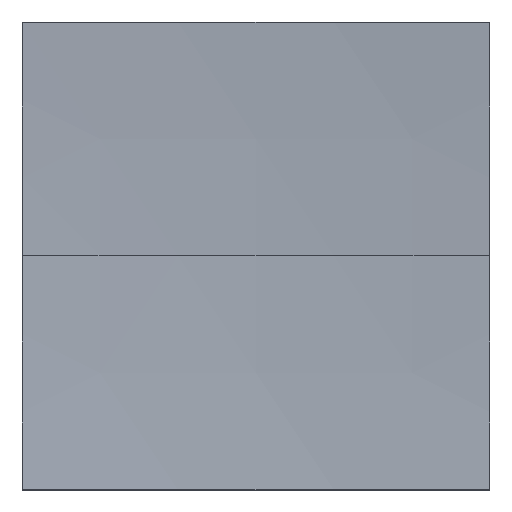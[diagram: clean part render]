
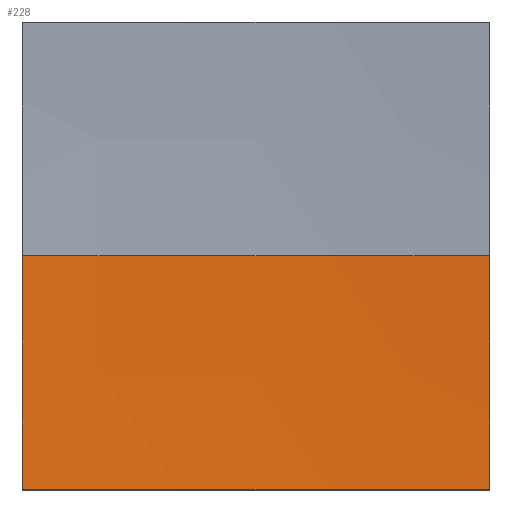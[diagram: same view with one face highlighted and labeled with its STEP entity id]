
A CAD part, top view. The second image highlights one B-rep face of the part: STEP entity #228.
In plain terms, the highlighted spherical face has radius 100 mm.
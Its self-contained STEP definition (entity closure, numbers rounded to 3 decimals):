
#1 = DIRECTION ( 'NONE',  ( 0., -1., 0. ) ) ;
#17 = ORIENTED_EDGE ( 'NONE', *, *, #163, .T. ) ;
#21 = ORIENTED_EDGE ( 'NONE', *, *, #101, .F. ) ;
#24 = CARTESIAN_POINT ( 'NONE',  ( 6.25, -6.25, 3.391 ) ) ;
#30 = DIRECTION ( 'NONE',  ( 0., 1., 0. ) ) ;
#35 = EDGE_CURVE ( 'NONE', #98, #159, #153, .T. ) ;
#55 = ORIENTED_EDGE ( 'NONE', *, *, #35, .F. ) ;
#56 = ORIENTED_EDGE ( 'NONE', *, *, #249, .F. ) ;
#57 = DIRECTION ( 'NONE',  ( 0., 0., -1. ) ) ;
#59 = VERTEX_POINT ( 'NONE', #24 ) ;
#66 = CARTESIAN_POINT ( 'NONE',  ( 0., 0., 3. ) ) ;
#68 = CARTESIAN_POINT ( 'NONE',  ( 6.25, 0., 3.196 ) ) ;
#69 = CARTESIAN_POINT ( 'NONE',  ( -6.25, -6.25, 3.391 ) ) ;
#70 = CARTESIAN_POINT ( 'NONE',  ( -6.25, 0., 103. ) ) ;
#74 = AXIS2_PLACEMENT_3D ( 'NONE', #164, #238, #241 ) ;
#85 = DIRECTION ( 'NONE',  ( 0., 1., 0. ) ) ;
#91 = DIRECTION ( 'NONE',  ( -1., 0., 0. ) ) ;
#92 = AXIS2_PLACEMENT_3D ( 'NONE', #139, #181, #184 ) ;
#96 = EDGE_CURVE ( 'NONE', #59, #159, #223, .T. ) ;
#98 = VERTEX_POINT ( 'NONE', #66 ) ;
#101 = EDGE_CURVE ( 'NONE', #226, #173, #210, .T. ) ;
#102 = ORIENTED_EDGE ( 'NONE', *, *, #96, .T. ) ;
#111 = EDGE_LOOP ( 'NONE', ( #55, #17, #21, #56, #102 ) ) ;
#119 = SPHERICAL_SURFACE ( 'NONE', #130, 100. ) ;
#120 = CARTESIAN_POINT ( 'NONE',  ( 0., 0., 103. ) ) ;
#121 = AXIS2_PLACEMENT_3D ( 'NONE', #120, #30, #91 ) ;
#130 = AXIS2_PLACEMENT_3D ( 'NONE', #200, #85, #232 ) ;
#139 = CARTESIAN_POINT ( 'NONE',  ( 0., -6.25, 103. ) ) ;
#144 = FACE_OUTER_BOUND ( 'NONE', #111, .T. ) ;
#147 = CARTESIAN_POINT ( 'NONE',  ( -6.25, 0., 3.196 ) ) ;
#149 = DIRECTION ( 'NONE',  ( 1., 0., 0. ) ) ;
#153 = CIRCLE ( 'NONE', #175, 100. ) ;
#159 = VERTEX_POINT ( 'NONE', #68 ) ;
#163 = EDGE_CURVE ( 'NONE', #98, #173, #227, .T. ) ;
#164 = CARTESIAN_POINT ( 'NONE',  ( 6.25, 0., 103. ) ) ;
#172 = CIRCLE ( 'NONE', #92, 99.804 ) ;
#173 = VERTEX_POINT ( 'NONE', #147 ) ;
#174 = CARTESIAN_POINT ( 'NONE',  ( 0., 0., 103. ) ) ;
#175 = AXIS2_PLACEMENT_3D ( 'NONE', #174, #1, #57 ) ;
#181 = DIRECTION ( 'NONE',  ( 0., 1., 0. ) ) ;
#184 = DIRECTION ( 'NONE',  ( 0., 0., 1. ) ) ;
#200 = CARTESIAN_POINT ( 'NONE',  ( 0., 0., 103. ) ) ;
#210 = CIRCLE ( 'NONE', #250, 99.804 ) ;
#217 = DIRECTION ( 'NONE',  ( 0., 0., -1. ) ) ;
#223 = CIRCLE ( 'NONE', #74, 99.804 ) ;
#226 = VERTEX_POINT ( 'NONE', #69 ) ;
#227 = CIRCLE ( 'NONE', #121, 100. ) ;
#228 = ADVANCED_FACE ( 'NONE', ( #144 ), #119, .F. ) ;
#232 = DIRECTION ( 'NONE',  ( 1., 0., 0. ) ) ;
#238 = DIRECTION ( 'NONE',  ( 1., 0., 0. ) ) ;
#241 = DIRECTION ( 'NONE',  ( 0., 0., -1. ) ) ;
#249 = EDGE_CURVE ( 'NONE', #59, #226, #172, .T. ) ;
#250 = AXIS2_PLACEMENT_3D ( 'NONE', #70, #149, #217 ) ;
